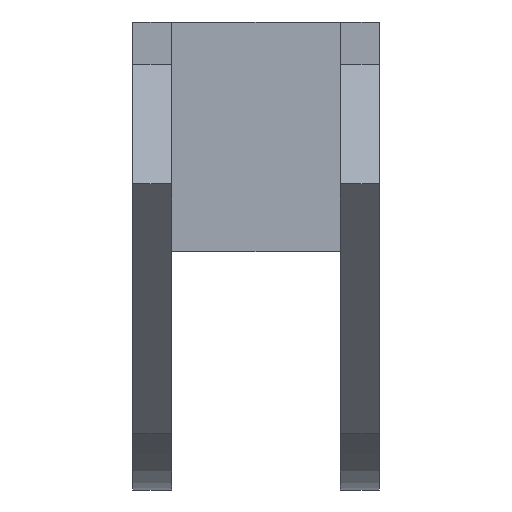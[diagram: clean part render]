
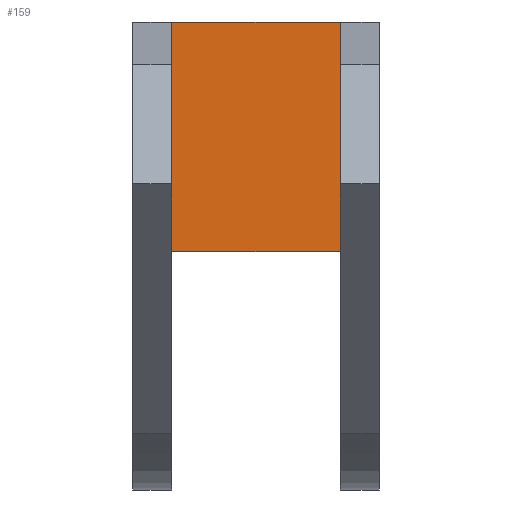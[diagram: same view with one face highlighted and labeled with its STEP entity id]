
A CAD part, left-side view. The second image highlights one B-rep face of the part: STEP entity #159.
In plain terms, the highlighted planar face has unit normal (-1, 0, 0).
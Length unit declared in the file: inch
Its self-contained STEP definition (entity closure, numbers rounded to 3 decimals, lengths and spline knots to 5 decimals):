
#159=ADVANCED_FACE('',(#335),#336,.T.);
#335=FACE_OUTER_BOUND('',#669,.T.);
#336=PLANE('',#670);
#669=EDGE_LOOP('',(#1115,#1116,#1117,#1118));
#670=AXIS2_PLACEMENT_3D('',#1119,#1120,#1121);
#1115=ORIENTED_EDGE('',*,*,#1547,.T.);
#1116=ORIENTED_EDGE('',*,*,#1505,.T.);
#1117=ORIENTED_EDGE('',*,*,#1545,.T.);
#1118=ORIENTED_EDGE('',*,*,#1548,.F.);
#1119=CARTESIAN_POINT('',(1.84164,2.0,3.39711));
#1120=DIRECTION('',(-1.0,0.0,0.0));
#1121=DIRECTION('',(0.0,0.0,1.0));
#1505=EDGE_CURVE('',#1783,#1788,#1790,.T.);
#1545=EDGE_CURVE('',#1788,#1851,#1853,.T.);
#1547=EDGE_CURVE('',#1855,#1783,#1856,.T.);
#1548=EDGE_CURVE('',#1855,#1851,#1857,.T.);
#1783=VERTEX_POINT('',#2216);
#1788=VERTEX_POINT('',#2223);
#1790=LINE('',#2226,#2227);
#1851=VERTEX_POINT('',#2343);
#1853=LINE('',#2346,#2347);
#1855=VERTEX_POINT('',#2349);
#1856=LINE('',#2350,#2351);
#1857=LINE('',#2352,#2353);
#2216=CARTESIAN_POINT('',(1.84164,2.375,2.29225));
#2223=CARTESIAN_POINT('',(1.84164,0.,2.29225));
#2226=CARTESIAN_POINT('',(1.84164,2.0,2.29225));
#2227=VECTOR('',#2723,1.0);
#2343=CARTESIAN_POINT('',(1.84164,0.,4.50196));
#2346=CARTESIAN_POINT('',(1.84164,0.,4.50196));
#2347=VECTOR('',#2738,1.0);
#2349=CARTESIAN_POINT('',(1.84164,2.375,4.50196));
#2350=CARTESIAN_POINT('',(1.84164,2.375,4.50196));
#2351=VECTOR('',#2739,1.0);
#2352=CARTESIAN_POINT('',(1.84164,2.0,4.50196));
#2353=VECTOR('',#2740,1.0);
#2723=DIRECTION('',(0.0,-1.0,0.0));
#2738=DIRECTION('',(0.0,0.0,1.0));
#2739=DIRECTION('',(0.0,0.0,-1.0));
#2740=DIRECTION('',(0.0,-1.0,0.0));
